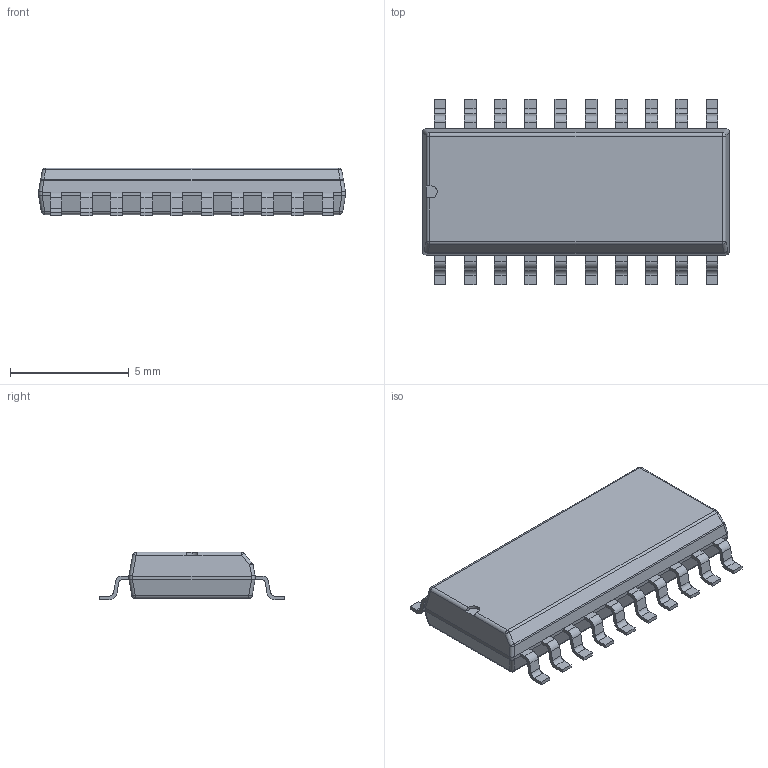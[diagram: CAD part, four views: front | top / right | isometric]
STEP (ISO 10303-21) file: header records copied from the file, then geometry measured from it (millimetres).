
FILE_DESCRIPTION (( 'STEP AP214' ), '1' );
FILE_NAME ('User Library-NS-PDSO-20.STEP', '2014-06-10T13:24:01', ( 'Windows User' ), ( '' ), 'SwSTEP 2.0', 'SolidWorks 2014', '' );
FILE_SCHEMA (( 'AUTOMOTIVE_DESIGN' ));
Length unit declared in the file: millimetre
Products named in the file (1): User Library-NS-PDSO-20
Bounding box: 12.9 x 7.8 x 2 mm (x, y, z)
Volume: 129.6 mm3; surface area: 241.2 mm2
Topology: 21 solids, 21 shells, 334 faces, 846 edges, 554 vertices
Faces by surface type: plane 218, cylinder 106, sphere 10
Entity records: 13874 total; most frequent: CARTESIAN_POINT 1807, ORIENTED_EDGE 1692, DIRECTION 1688, EDGE_CURVE 846, VECTOR 626, LINE 626, VERTEX_POINT 554, AXIS2_PLACEMENT_3D 531
